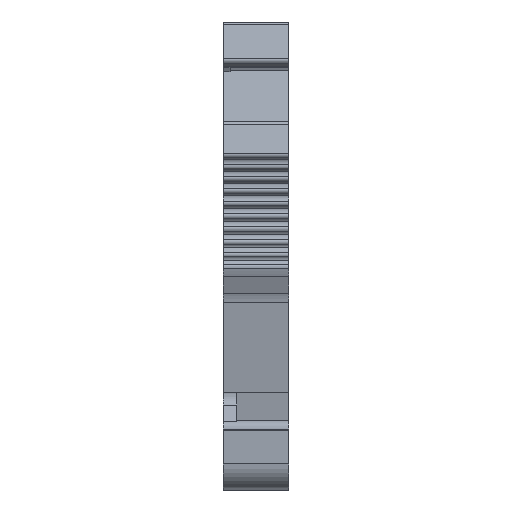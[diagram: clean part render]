
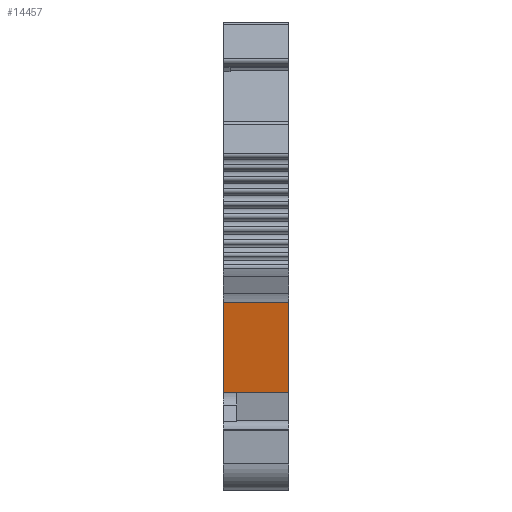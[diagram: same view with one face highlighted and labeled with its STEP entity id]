
A CAD part, left-side view. The second image highlights one B-rep face of the part: STEP entity #14457.
In plain terms, the highlighted planar face has unit normal (-0.986, 0, -0.168).
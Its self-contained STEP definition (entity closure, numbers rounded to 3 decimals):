
#2105=ORIENTED_EDGE('',*,*,#4792,.T.);
#2106=ORIENTED_EDGE('',*,*,#4793,.F.);
#2107=ORIENTED_EDGE('',*,*,#4794,.F.);
#2108=ORIENTED_EDGE('',*,*,#4276,.F.);
#4276=EDGE_CURVE('',#5810,#5811,#6787,.T.);
#4792=EDGE_CURVE('',#5810,#6133,#7114,.T.);
#4793=EDGE_CURVE('',#6134,#6133,#7115,.T.);
#4794=EDGE_CURVE('',#5811,#6134,#7116,.T.);
#5810=VERTEX_POINT('',#19615);
#5811=VERTEX_POINT('',#19617);
#6133=VERTEX_POINT('',#20661);
#6134=VERTEX_POINT('',#20665);
#6787=LINE('',#19616,#7892);
#7114=LINE('',#20662,#8219);
#7115=LINE('',#20664,#8220);
#7116=LINE('',#20666,#8221);
#7892=VECTOR('',#16336,1000.);
#8219=VECTOR('',#17393,1000.);
#8220=VECTOR('',#17396,1000.);
#8221=VECTOR('',#17397,1000.);
#9049=EDGE_LOOP('',(#2105,#2106,#2107,#2108));
#9622=FACE_BOUND('',#9049,.T.);
#10067=PLANE('',#15316);
#14457=ADVANCED_FACE('',(#9622),#10067,.T.);
#15316=AXIS2_PLACEMENT_3D('',#20663,#17394,#17395);
#16336=DIRECTION('',(-0.168,0.,0.986));
#17393=DIRECTION('',(0.,-1.,0.));
#17394=DIRECTION('',(-0.986,0.,-0.168));
#17395=DIRECTION('',(-0.168,0.,0.986));
#17396=DIRECTION('',(0.168,0.,-0.986));
#17397=DIRECTION('',(0.,-1.,0.));
#19615=CARTESIAN_POINT('',(-33.054,2.85,-10.186));
#19616=CARTESIAN_POINT('',(-33.809,2.85,-5.76));
#19617=CARTESIAN_POINT('',(-34.235,2.85,-3.257));
#20661=CARTESIAN_POINT('',(-33.054,-2.15,-10.186));
#20662=CARTESIAN_POINT('',(-33.054,93.604,-10.186));
#20663=CARTESIAN_POINT('',(-33.054,93.604,-10.186));
#20664=CARTESIAN_POINT('',(-33.054,-2.15,-10.186));
#20665=CARTESIAN_POINT('',(-34.235,-2.15,-3.257));
#20666=CARTESIAN_POINT('',(-34.235,93.604,-3.257));
